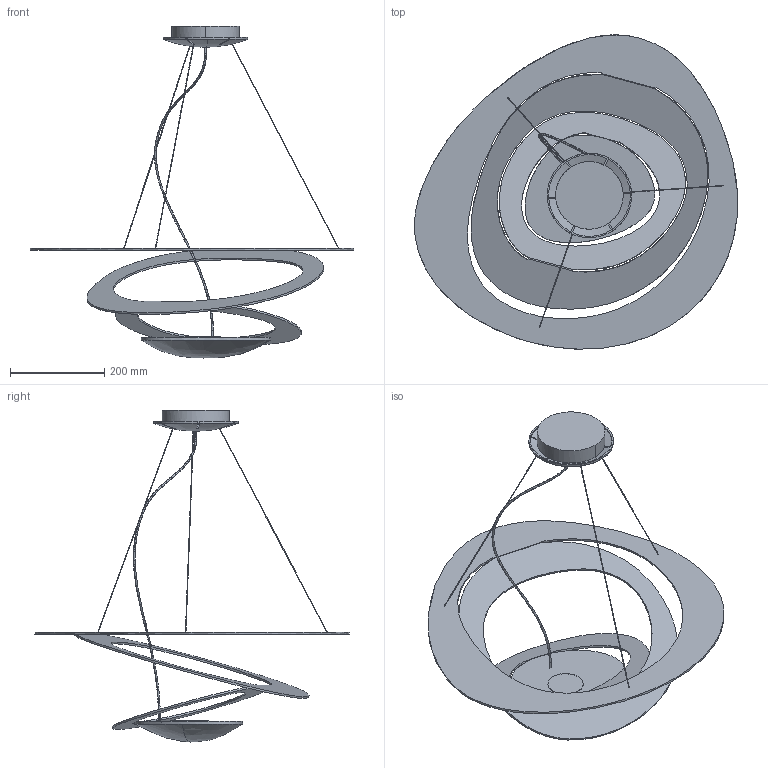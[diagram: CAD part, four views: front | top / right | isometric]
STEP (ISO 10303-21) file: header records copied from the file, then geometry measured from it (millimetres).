
FILE_DESCRIPTION(/* description */ (''),/* implementation_level */ '2;1');
FILE_NAME(/* name */ '1237_pirce mini sospensione',/* time_stamp */ '2016-05-16T16:18:42+02:00',/* author */ (''),/* organization */ (''),/* preprocessor_version */ 'ST-DEVELOPER v10',/* originating_system */ '',/* authorisation */ '');
FILE_SCHEMA (('CONFIG_CONTROL_DESIGN'));
Length unit declared in the file: millimetre
Products named in the file (5): 1; 2; 3; 4; 5
Assembly tree (4 placements, depth 2):
  1
    2
    3
    4
    5
Bounding box: 687.73 x 668.58 x 706.16 mm (x, y, z)
Surface area: 795245.3 mm2 (no closed solid volume)
Topology: 0 solids, 60 shells, 207 faces, 678 edges, 476 vertices
Faces by surface type: bspline 180, plane 27
Entity records: 14472 total; most frequent: CARTESIAN_POINT 10833, ORIENTED_EDGE 970, EDGE_CURVE 673, VERTEX_POINT 475, EDGE_LOOP 214, ADVANCED_FACE 207, FACE_OUTER_BOUND 207, B_SPLINE_CURVE_WITH_KNOTS 186
